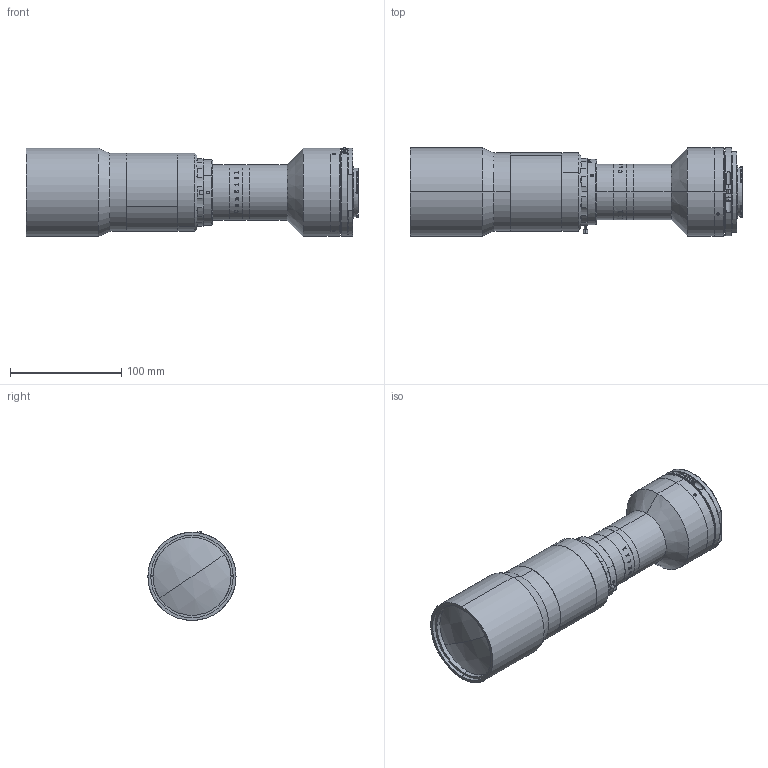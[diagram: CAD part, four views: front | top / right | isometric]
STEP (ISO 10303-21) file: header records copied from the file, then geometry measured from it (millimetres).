
FILE_DESCRIPTION (( 'STEP AP203' ), '1' );
FILE_NAME ('XF-PTL05535-F-VI.STEP', '2019-05-27T07:28:32', ( 'canrill005' ), ( '' ), 'SwSTEP 2.0', 'SolidWorks 2014', '' );
FILE_SCHEMA (( 'CONFIG_CONTROL_DESIGN' ));
Length unit declared in the file: millimetre
Products named in the file (2): XF-PTL05535-F-VI
Bounding box: 297.85 x 79 x 79.75 mm (x, y, z)
Surface area: 100111.7 mm2 (no closed solid volume)
Topology: 0 solids, 46 shells, 268 faces, 1354 edges, 1124 vertices
Faces by surface type: cylinder 127, plane 84, cone 36, bspline 9, torus 8, sphere 4
Entity records: 21817 total; most frequent: CARTESIAN_POINT 11627, DIRECTION 1942, ORIENTED_EDGE 1828, EDGE_CURVE 1352, VERTEX_POINT 1124, AXIS2_PLACEMENT_3D 753, CIRCLE 492, LINE 436
